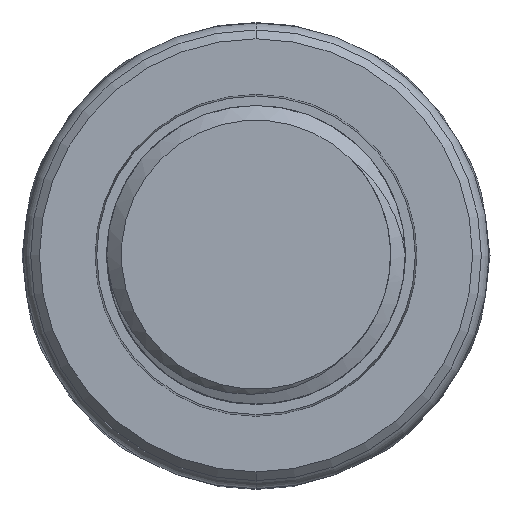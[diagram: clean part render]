
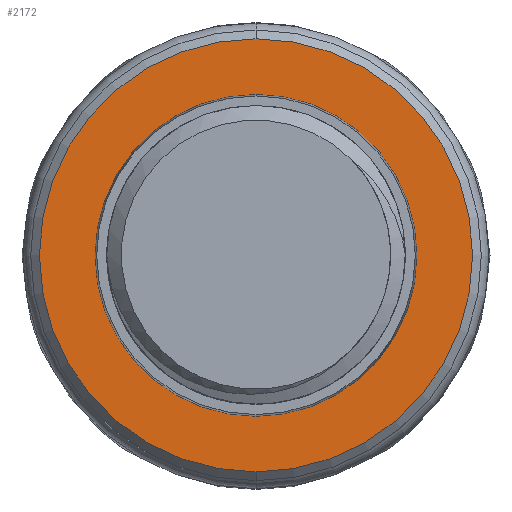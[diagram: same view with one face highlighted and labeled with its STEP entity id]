
A CAD part, top view. The second image highlights one B-rep face of the part: STEP entity #2172.
In plain terms, the highlighted face is planar.
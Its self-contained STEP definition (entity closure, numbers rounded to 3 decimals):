
#20=CARTESIAN_POINT('',(0.,0.,0.));
#21=DIRECTION('',(0.,0.,-1.));
#22=DIRECTION('',(0.,1.,0.));
#23=AXIS2_PLACEMENT_3D('',#20,#21,#22);
#29=CARTESIAN_POINT('',(0.,0.,0.));
#30=DIRECTION('',(0.,0.,-1.));
#31=DIRECTION('',(0.,-1.,0.));
#32=AXIS2_PLACEMENT_3D('',#29,#30,#31);
#37=CARTESIAN_POINT('',(0.,0.,0.));
#38=DIRECTION('',(0.,0.,-1.));
#39=DIRECTION('',(0.,-1.,0.));
#40=AXIS2_PLACEMENT_3D('',#37,#38,#39);
#45=CARTESIAN_POINT('',(0.,0.,0.));
#46=DIRECTION('',(0.,0.,-1.));
#47=DIRECTION('',(0.,1.,0.));
#48=AXIS2_PLACEMENT_3D('',#45,#46,#47);
#2091=CARTESIAN_POINT('',(0.,5.5,0.));
#2092=CARTESIAN_POINT('',(0.,-5.5,0.));
#2093=VERTEX_POINT('',#2091);
#2094=VERTEX_POINT('',#2092);
#2147=CARTESIAN_POINT('',(0.,-7.4,0.));
#2148=CARTESIAN_POINT('',(0.,7.4,0.));
#2149=VERTEX_POINT('',#2147);
#2150=VERTEX_POINT('',#2148);
#2155=CARTESIAN_POINT('',(0.,0.,0.));
#2156=DIRECTION('',(0.,0.,-1.));
#2157=DIRECTION('',(0.,-1.,0.));
#2158=AXIS2_PLACEMENT_3D('',#2155,#2156,#2157);
#2159=PLANE('',#2158);
#2161=ORIENTED_EDGE('',*,*,#2160,.F.);
#2163=ORIENTED_EDGE('',*,*,#2162,.F.);
#2164=EDGE_LOOP('',(#2161,#2163));
#2165=FACE_OUTER_BOUND('',#2164,.F.);
#2167=ORIENTED_EDGE('',*,*,#2166,.T.);
#2169=ORIENTED_EDGE('',*,*,#2168,.T.);
#2170=EDGE_LOOP('',(#2167,#2169));
#2171=FACE_BOUND('',#2170,.F.);
#24=CIRCLE('',#23,5.5);
#33=CIRCLE('',#32,5.5);
#41=CIRCLE('',#40,7.4);
#49=CIRCLE('',#48,7.4);
#2160=EDGE_CURVE('',#2149,#2150,#41,.T.);
#2162=EDGE_CURVE('',#2150,#2149,#49,.T.);
#2166=EDGE_CURVE('',#2093,#2094,#24,.T.);
#2168=EDGE_CURVE('',#2094,#2093,#33,.T.);
#2172=ADVANCED_FACE('',(#2165,#2171),#2159,.T.);
